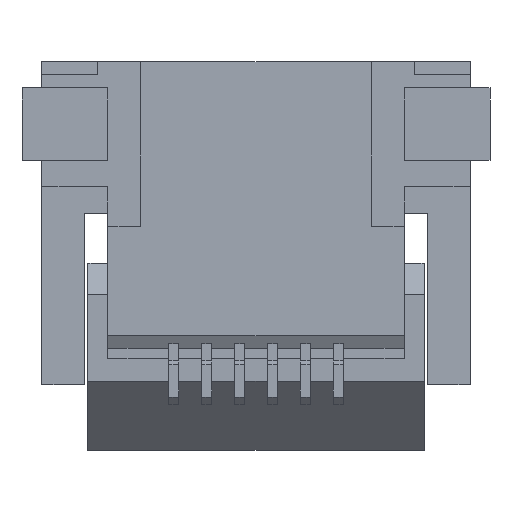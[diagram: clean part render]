
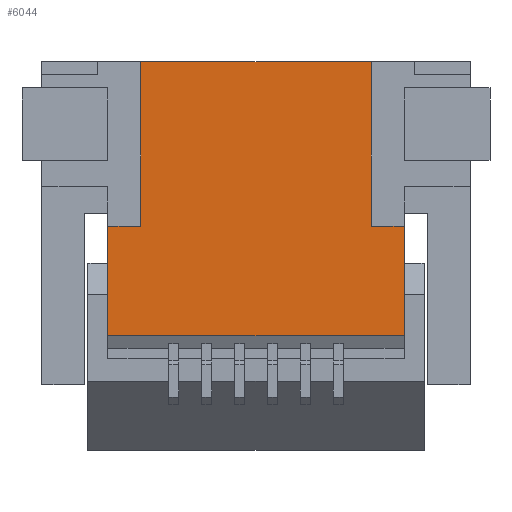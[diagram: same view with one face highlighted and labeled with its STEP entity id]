
A CAD part, front view. The second image highlights one B-rep face of the part: STEP entity #6044.
In plain terms, the highlighted planar face has unit normal (0, -1, 0).
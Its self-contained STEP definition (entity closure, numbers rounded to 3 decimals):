
#243=FACE_OUTER_BOUND('',#543,.T.);
#543=EDGE_LOOP('',(#4576,#4577,#4578,#4579,#4580,#4581,#4582,#4583));
#998=LINE('',#8601,#1861);
#1006=LINE('',#8617,#1869);
#1111=LINE('',#8830,#1974);
#1131=LINE('',#8865,#1994);
#1132=LINE('',#8867,#1995);
#1133=LINE('',#8869,#1996);
#1134=LINE('',#8871,#1997);
#1135=LINE('',#8872,#1998);
#1861=VECTOR('',#7022,1000.);
#1869=VECTOR('',#7034,1000.);
#1974=VECTOR('',#7207,1000.);
#1994=VECTOR('',#7241,1000.);
#1995=VECTOR('',#7242,1000.);
#1996=VECTOR('',#7243,1000.);
#1997=VECTOR('',#7244,1000.);
#1998=VECTOR('',#7245,1000.);
#2638=VERTEX_POINT('',#8599);
#2639=VERTEX_POINT('',#8600);
#2645=VERTEX_POINT('',#8615);
#2719=VERTEX_POINT('',#8828);
#2727=VERTEX_POINT('',#8864);
#2728=VERTEX_POINT('',#8866);
#2729=VERTEX_POINT('',#8868);
#2730=VERTEX_POINT('',#8870);
#3301=EDGE_CURVE('',#2638,#2639,#998,.T.);
#3309=EDGE_CURVE('',#2645,#2638,#1006,.T.);
#3414=EDGE_CURVE('',#2645,#2719,#1111,.T.);
#3434=EDGE_CURVE('',#2719,#2727,#1131,.T.);
#3435=EDGE_CURVE('',#2727,#2728,#1132,.T.);
#3436=EDGE_CURVE('',#2729,#2728,#1133,.T.);
#3437=EDGE_CURVE('',#2730,#2729,#1134,.T.);
#3438=EDGE_CURVE('',#2639,#2730,#1135,.T.);
#4576=ORIENTED_EDGE('',*,*,#3434,.T.);
#4577=ORIENTED_EDGE('',*,*,#3435,.T.);
#4578=ORIENTED_EDGE('',*,*,#3436,.F.);
#4579=ORIENTED_EDGE('',*,*,#3437,.F.);
#4580=ORIENTED_EDGE('',*,*,#3438,.F.);
#4581=ORIENTED_EDGE('',*,*,#3301,.F.);
#4582=ORIENTED_EDGE('',*,*,#3309,.F.);
#4583=ORIENTED_EDGE('',*,*,#3414,.T.);
#5746=PLANE('',#6370);
#6044=ADVANCED_FACE('',(#243),#5746,.T.);
#6370=AXIS2_PLACEMENT_3D('',#8863,#7239,#7240);
#7022=DIRECTION('',(0.,0.,1.));
#7034=DIRECTION('',(1.,0.,0.));
#7207=DIRECTION('',(0.,0.,-1.));
#7239=DIRECTION('center_axis',(0.,-1.,0.));
#7240=DIRECTION('ref_axis',(0.,0.,-1.));
#7241=DIRECTION('',(1.,0.,0.));
#7242=DIRECTION('',(0.,0.,1.));
#7243=DIRECTION('',(1.,0.,0.));
#7244=DIRECTION('',(0.,0.,-1.));
#7245=DIRECTION('',(1.,0.,0.));
#8599=CARTESIAN_POINT('',(-0.75,0.03,-2.5));
#8600=CARTESIAN_POINT('',(-0.75,0.03,0.));
#8601=CARTESIAN_POINT('',(-0.75,0.03,0.));
#8615=CARTESIAN_POINT('',(-1.25,0.03,-2.5));
#8617=CARTESIAN_POINT('',(-2.25,0.03,-2.5));
#8828=CARTESIAN_POINT('',(-1.25,0.03,-4.16));
#8830=CARTESIAN_POINT('',(-1.25,0.03,-3.15));
#8863=CARTESIAN_POINT('Origin',(-4.25,0.03,-4.9));
#8864=CARTESIAN_POINT('',(3.25,0.03,-4.16));
#8865=CARTESIAN_POINT('',(-4.55,0.03,-4.16));
#8866=CARTESIAN_POINT('',(3.25,0.03,-2.5));
#8867=CARTESIAN_POINT('',(3.25,0.03,-2.3));
#8868=CARTESIAN_POINT('',(2.75,0.03,-2.5));
#8869=CARTESIAN_POINT('',(4.25,0.03,-2.5));
#8870=CARTESIAN_POINT('',(2.75,0.03,0.));
#8871=CARTESIAN_POINT('',(2.75,0.03,0.));
#8872=CARTESIAN_POINT('',(-4.25,0.03,0.));
